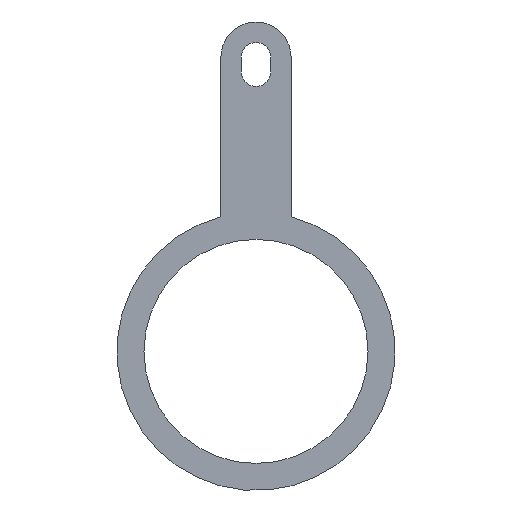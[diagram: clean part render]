
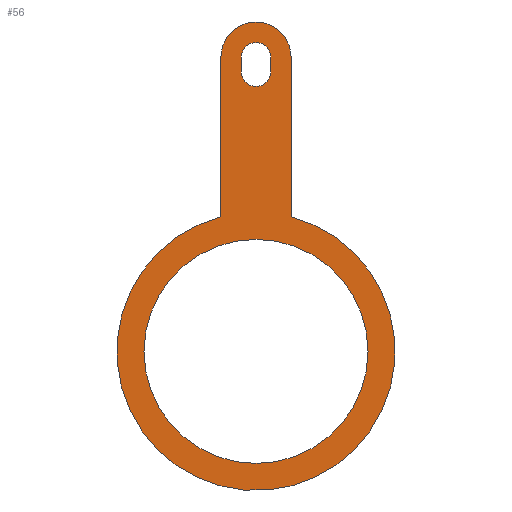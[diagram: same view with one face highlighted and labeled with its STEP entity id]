
A CAD part, left-side view. The second image highlights one B-rep face of the part: STEP entity #56.
In plain terms, the highlighted planar face has unit normal (-1, 0, 0).
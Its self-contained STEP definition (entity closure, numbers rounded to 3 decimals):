
#56=ADVANCED_FACE('',(#75,#76,#77),#67,.T.);
#67=PLANE('',#246);
#75=FACE_BOUND('',#83,.T.);
#76=FACE_BOUND('',#84,.T.);
#77=FACE_BOUND('',#85,.T.);
#83=EDGE_LOOP('',(#115,#116,#117,#118));
#84=EDGE_LOOP('',(#119));
#85=EDGE_LOOP('',(#120,#121,#122,#123));
#101=CIRCLE('',#241,1.);
#102=CIRCLE('',#242,1.);
#103=CIRCLE('',#243,7.65);
#104=CIRCLE('',#244,9.5);
#105=CIRCLE('',#245,2.4);
#115=ORIENTED_EDGE('',*,*,#185,.T.);
#116=ORIENTED_EDGE('',*,*,#186,.F.);
#117=ORIENTED_EDGE('',*,*,#187,.F.);
#118=ORIENTED_EDGE('',*,*,#188,.F.);
#119=ORIENTED_EDGE('',*,*,#189,.T.);
#120=ORIENTED_EDGE('',*,*,#190,.F.);
#121=ORIENTED_EDGE('',*,*,#191,.T.);
#122=ORIENTED_EDGE('',*,*,#192,.T.);
#123=ORIENTED_EDGE('',*,*,#193,.T.);
#167=VERTEX_POINT('',#337);
#168=VERTEX_POINT('',#338);
#169=VERTEX_POINT('',#340);
#170=VERTEX_POINT('',#342);
#171=VERTEX_POINT('',#345);
#172=VERTEX_POINT('',#347);
#173=VERTEX_POINT('',#348);
#174=VERTEX_POINT('',#350);
#175=VERTEX_POINT('',#352);
#185=EDGE_CURVE('',#167,#168,#206,.T.);
#186=EDGE_CURVE('',#169,#168,#101,.T.);
#187=EDGE_CURVE('',#170,#169,#207,.T.);
#188=EDGE_CURVE('',#167,#170,#102,.T.);
#189=EDGE_CURVE('',#171,#171,#103,.T.);
#190=EDGE_CURVE('',#172,#173,#104,.T.);
#191=EDGE_CURVE('',#172,#174,#208,.T.);
#192=EDGE_CURVE('',#174,#175,#105,.T.);
#193=EDGE_CURVE('',#175,#173,#209,.T.);
#206=LINE('',#336,#222);
#207=LINE('',#341,#223);
#208=LINE('',#349,#224);
#209=LINE('',#353,#225);
#222=VECTOR('',#274,1.);
#223=VECTOR('',#277,1.);
#224=VECTOR('',#284,1.);
#225=VECTOR('',#287,1.);
#241=AXIS2_PLACEMENT_3D('',#339,#275,#276);
#242=AXIS2_PLACEMENT_3D('',#343,#278,#279);
#243=AXIS2_PLACEMENT_3D('',#344,#280,#281);
#244=AXIS2_PLACEMENT_3D('',#346,#282,#283);
#245=AXIS2_PLACEMENT_3D('',#351,#285,#286);
#246=AXIS2_PLACEMENT_3D('',#354,#288,#289);
#274=DIRECTION('',(0.,0.,1.));
#275=DIRECTION('',(-1.,0.,0.));
#276=DIRECTION('',(0.,0.,1.));
#277=DIRECTION('',(0.,0.,1.));
#278=DIRECTION('',(-1.,0.,0.));
#279=DIRECTION('',(0.,0.,1.));
#280=DIRECTION('',(1.,0.,0.));
#281=DIRECTION('',(0.,0.,-1.));
#282=DIRECTION('',(1.,0.,0.));
#283=DIRECTION('',(0.,0.,-1.));
#284=DIRECTION('',(0.,0.,1.));
#285=DIRECTION('',(-1.,0.,0.));
#286=DIRECTION('',(0.,1.,0.));
#287=DIRECTION('',(0.,0.,-1.));
#288=DIRECTION('',(-1.,0.,0.));
#289=DIRECTION('',(0.,0.,1.));
#336=CARTESIAN_POINT('',(0.,1.,19.6));
#337=CARTESIAN_POINT('',(0.,1.,19.1));
#338=CARTESIAN_POINT('',(0.,1.,20.1));
#339=CARTESIAN_POINT('',(0.,0.,20.1));
#340=CARTESIAN_POINT('',(0.,-1.,20.1));
#341=CARTESIAN_POINT('',(0.,-1.,19.6));
#342=CARTESIAN_POINT('',(0.,-1.,19.1));
#343=CARTESIAN_POINT('',(0.,0.,19.1));
#344=CARTESIAN_POINT('',(0.,0.,0.));
#345=CARTESIAN_POINT('',(0.,0.,-7.65));
#346=CARTESIAN_POINT('',(0.,0.,0.));
#347=CARTESIAN_POINT('',(0.,-2.4,9.192));
#348=CARTESIAN_POINT('',(0.,2.4,9.192));
#349=CARTESIAN_POINT('',(0.,-2.4,9.192));
#350=CARTESIAN_POINT('',(0.,-2.4,20.1));
#351=CARTESIAN_POINT('',(0.,0.,20.1));
#352=CARTESIAN_POINT('',(0.,2.4,20.1));
#353=CARTESIAN_POINT('',(0.,2.4,20.1));
#354=CARTESIAN_POINT('',(0.,0.,0.));
